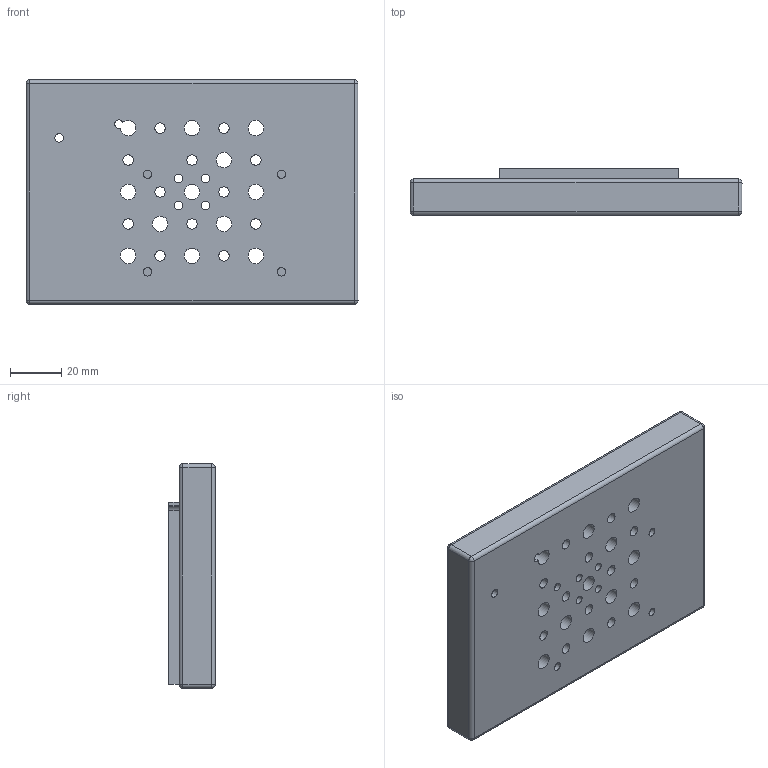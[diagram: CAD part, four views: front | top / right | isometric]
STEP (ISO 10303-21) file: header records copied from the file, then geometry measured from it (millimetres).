
FILE_DESCRIPTION(/* description */ (''),/* implementation_level */ '2;1');
FILE_NAME(/* name */ 'Optics Adapter Prototype #3 (RB13P1M & Optics).step',/* time_stamp */ '2024-06-17T18:30:49-04:00',/* author */ (''),/* organization */ (''),/* preprocessor_version */ 'ST-DEVELOPER v20',/* originating_system */ 'Autodesk Translation Framework v12.20.1.177',/* authorisation */ '');
FILE_SCHEMA (('AUTOMOTIVE_DESIGN { 1 0 10303 214 3 1 1 }'));
Length unit declared in the file: millimetre
Products named in the file (2): #4602; Component1
Assembly tree (1 placements, depth 2):
  #4602
    Component1
Bounding box: 130 x 18.1 x 87.9 mm (x, y, z)
Volume: 164290.3 mm3; surface area: 51786.5 mm2
Topology: 2 solids, 2 shells, 140 faces, 359 edges, 230 vertices
Faces by surface type: cylinder 87, plane 45, sphere 8
Full cylindrical faces by diameter (mm): 3.2 x8, 3.3 x5, 4.1 x24, 6.1 x23, 10 x8
Entity records: 4616 total; most frequent: DIRECTION 825, CARTESIAN_POINT 733, ORIENTED_EDGE 718, EDGE_CURVE 359, AXIS2_PLACEMENT_3D 322, EDGE_LOOP 269, VERTEX_POINT 230, LINE 181
